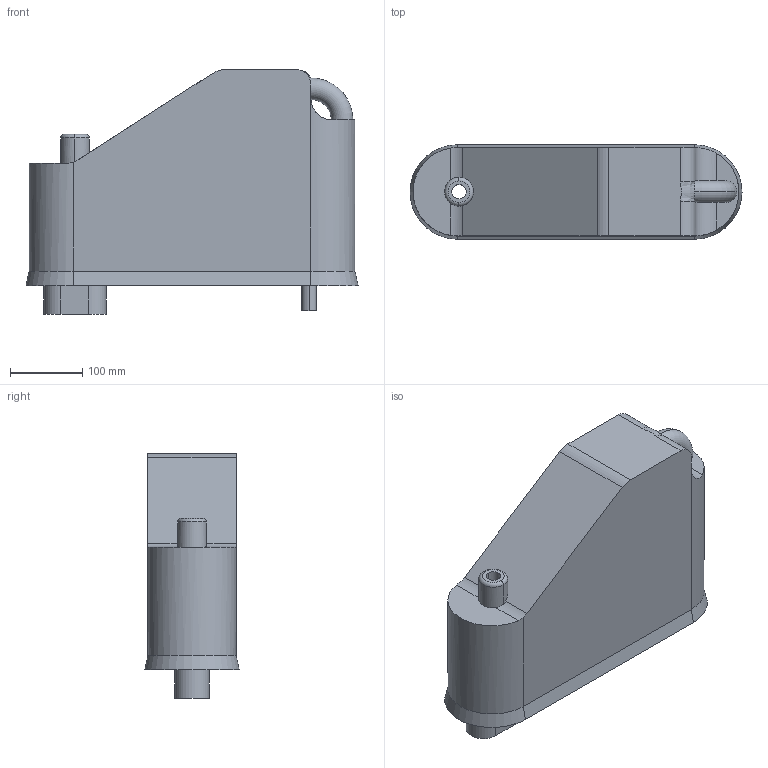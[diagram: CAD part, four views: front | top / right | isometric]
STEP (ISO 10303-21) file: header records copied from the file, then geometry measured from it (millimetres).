
FILE_DESCRIPTION (( 'STEP AP203' ), '1' );
FILE_NAME ('Part4_Default_sldprt.STEP', '2023-10-22T17:08:24', ( '' ), ( '' ), 'SwSTEP 2.0', 'SolidWorks 2019', '' );
FILE_SCHEMA (( 'CONFIG_CONTROL_DESIGN' ));
Length unit declared in the file: millimetre
Products named in the file (1): Part4_Default_sldprt
Bounding box: 461.06 x 131.06 x 340 mm (x, y, z)
Volume: 13116996.7 mm3; surface area: 404700.7 mm2
Topology: 1 solids, 1 shells, 39 faces, 101 edges, 64 vertices
Faces by surface type: cylinder 16, plane 16, torus 4, cone 2, bspline 1
Entity records: 1527 total; most frequent: CARTESIAN_POINT 484, DIRECTION 206, ORIENTED_EDGE 202, EDGE_CURVE 101, AXIS2_PLACEMENT_3D 80, VERTEX_POINT 64, VECTOR 46, LINE 46
